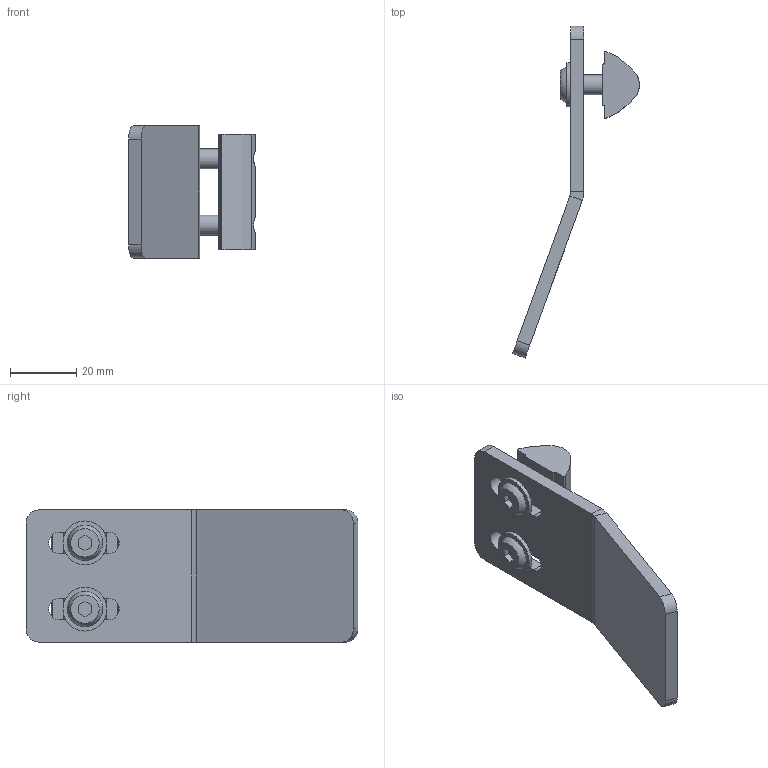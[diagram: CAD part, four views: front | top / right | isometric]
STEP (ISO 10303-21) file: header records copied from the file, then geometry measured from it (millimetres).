
FILE_DESCRIPTION(/* description */ ('KriTec Zentrierhilfe 12 Raster 60, VA'),/* implementation_level */ '2;1');
FILE_NAME(/* name */ '12152_KriTec_Zentrierhilfe_12_Raster_60_VA.stp',/* time_stamp */ '2020-02-21T13:50:45+01:00',/* author */ ('Nell'),/* organization */ (''),/* preprocessor_version */ 'ST-DEVELOPER v17',/* originating_system */ 'Autodesk Inventor 2018',/* authorisation */ '');
FILE_SCHEMA (('AUTOMOTIVE_DESIGN { 1 0 10303 214 3 1 1 }'));
Length unit declared in the file: millimetre
Products named in the file (4): 12152; 32150; 11743; 12152_1
Assembly tree (4 placements, depth 2):
  12152
    32150
    11743  x2
    12152_1
Bounding box: 38.29 x 100.27 x 40 mm (x, y, z)
Volume: 22053.4 mm3; surface area: 13086.1 mm2
Topology: 4 solids, 4 shells, 76 faces, 194 edges, 132 vertices
Faces by surface type: plane 45, cylinder 25, sphere 2, torus 2, cone 2
Full cylindrical faces by diameter (mm): 4.917 x2, 6 x2, 13.27 x2
Entity records: 2088 total; most frequent: CARTESIAN_POINT 391, DIRECTION 349, ORIENTED_EDGE 308, EDGE_CURVE 154, AXIS2_PLACEMENT_3D 129, VERTEX_POINT 103, LINE 91, VECTOR 91
